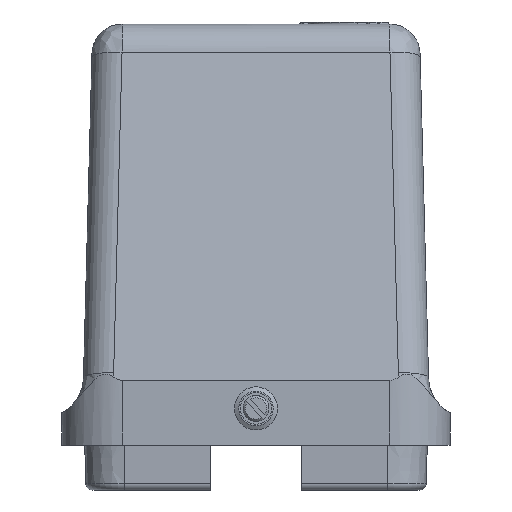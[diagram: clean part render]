
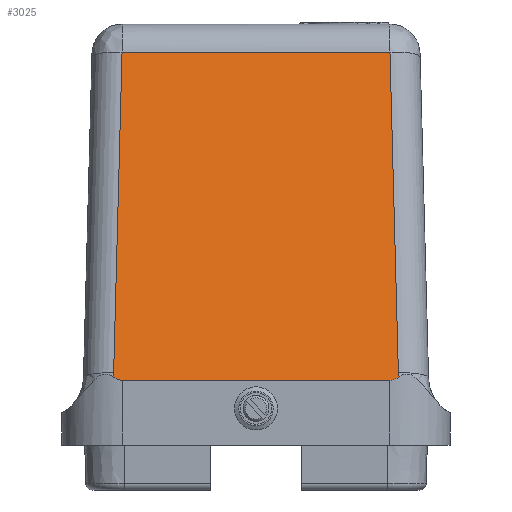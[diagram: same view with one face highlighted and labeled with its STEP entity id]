
A CAD part, left-side view. The second image highlights one B-rep face of the part: STEP entity #3025.
In plain terms, the highlighted planar face has unit normal (-0.982, 0, 0.191).
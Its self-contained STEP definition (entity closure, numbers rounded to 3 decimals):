
#2400=ELLIPSE('',#9387,73.372,14.);
#2401=ELLIPSE('',#9388,16.809,16.5);
#2402=ELLIPSE('',#9389,16.809,16.5);
#2403=ELLIPSE('',#9390,73.372,14.);
#2655=FACE_OUTER_BOUND('',#3794,.T.);
#3025=ADVANCED_FACE('',(#2655),#3394,.F.);
#3394=PLANE('',#9391);
#3794=EDGE_LOOP('',(#4659,#4660,#4661,#4662,#4663,#4664,#4665,#4666));
#4659=ORIENTED_EDGE('',*,*,#7073,.T.);
#4660=ORIENTED_EDGE('',*,*,#7074,.T.);
#4661=ORIENTED_EDGE('',*,*,#7075,.T.);
#4662=ORIENTED_EDGE('',*,*,#7076,.T.);
#4663=ORIENTED_EDGE('',*,*,#7077,.T.);
#4664=ORIENTED_EDGE('',*,*,#7078,.T.);
#4665=ORIENTED_EDGE('',*,*,#7079,.T.);
#4666=ORIENTED_EDGE('',*,*,#6941,.F.);
#6310=VERTEX_POINT('',#12149);
#6311=VERTEX_POINT('',#12151);
#6416=VERTEX_POINT('',#12437);
#6417=VERTEX_POINT('',#12439);
#6418=VERTEX_POINT('',#12441);
#6419=VERTEX_POINT('',#12443);
#6420=VERTEX_POINT('',#12445);
#6421=VERTEX_POINT('',#12447);
#6941=EDGE_CURVE('',#6310,#6311,#7818,.T.);
#7073=EDGE_CURVE('',#6310,#6416,#2400,.T.);
#7074=EDGE_CURVE('',#6416,#6417,#2401,.T.);
#7075=EDGE_CURVE('',#6417,#6418,#7907,.T.);
#7076=EDGE_CURVE('',#6418,#6419,#7908,.T.);
#7077=EDGE_CURVE('',#6419,#6420,#7909,.T.);
#7078=EDGE_CURVE('',#6420,#6421,#2402,.T.);
#7079=EDGE_CURVE('',#6421,#6311,#2403,.T.);
#7818=LINE('',#12150,#8384);
#7907=LINE('',#12440,#8473);
#7908=LINE('',#12442,#8474);
#7909=LINE('',#12444,#8475);
#8384=VECTOR('',#10114,1.);
#8473=VECTOR('',#10327,1.);
#8474=VECTOR('',#10328,1.);
#8475=VECTOR('',#10329,1.);
#9387=AXIS2_PLACEMENT_3D('',#12436,#10323,#10324);
#9388=AXIS2_PLACEMENT_3D('',#12438,#10325,#10326);
#9389=AXIS2_PLACEMENT_3D('',#12446,#10330,#10331);
#9390=AXIS2_PLACEMENT_3D('',#12448,#10332,#10333);
#9391=AXIS2_PLACEMENT_3D('',#12449,#10334,#10335);
#10114=DIRECTION('',(0.,1.,0.));
#10323=DIRECTION('',(-0.982,0.,0.191));
#10324=DIRECTION('',(-0.191,0.,-0.982));
#10325=DIRECTION('',(0.982,0.,-0.191));
#10326=DIRECTION('',(-0.191,0.,-0.982));
#10327=DIRECTION('',(0.191,0.026,0.981));
#10328=DIRECTION('',(0.,1.,0.));
#10329=DIRECTION('',(-0.191,0.026,-0.981));
#10330=DIRECTION('',(0.982,0.,-0.191));
#10331=DIRECTION('',(-0.191,0.,-0.982));
#10332=DIRECTION('',(-0.982,0.,0.191));
#10333=DIRECTION('',(-0.191,0.,-0.982));
#10334=DIRECTION('',(0.982,0.,-0.191));
#10335=DIRECTION('',(-0.191,0.,-0.982));
#12149=CARTESIAN_POINT('',(-66.,-31.,6.1));
#12150=CARTESIAN_POINT('',(-66.,-45.1,6.1));
#12151=CARTESIAN_POINT('',(-66.,31.,6.1));
#12436=CARTESIAN_POINT('',(-52.,-31.,78.124));
#12437=CARTESIAN_POINT('',(-65.848,-33.058,6.883));
#12438=CARTESIAN_POINT('',(-65.572,-49.497,8.304));
#12439=CARTESIAN_POINT('',(-65.656,-33.002,7.872));
#12440=CARTESIAN_POINT('',(-50.014,-30.895,88.342));
#12441=CARTESIAN_POINT('',(-51.203,-31.055,82.226));
#12442=CARTESIAN_POINT('',(-51.203,-45.1,82.226));
#12443=CARTESIAN_POINT('',(-51.203,31.055,82.226));
#12444=CARTESIAN_POINT('',(-49.572,30.836,90.616));
#12445=CARTESIAN_POINT('',(-65.656,33.002,7.872));
#12446=CARTESIAN_POINT('',(-65.572,49.497,8.304));
#12447=CARTESIAN_POINT('',(-65.848,33.058,6.883));
#12448=CARTESIAN_POINT('',(-52.,31.,78.124));
#12449=CARTESIAN_POINT('',(-49.944,-45.1,88.7));
